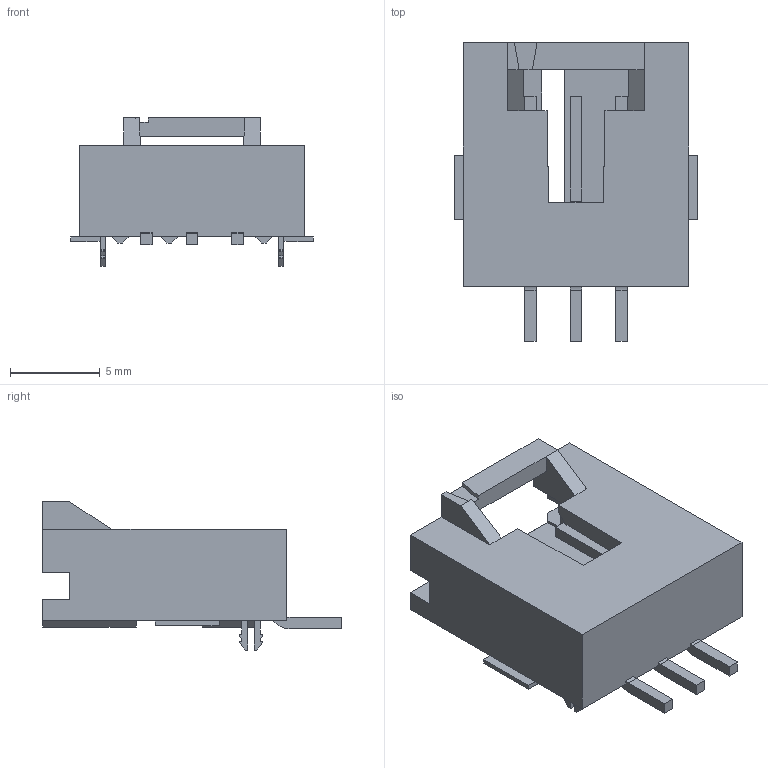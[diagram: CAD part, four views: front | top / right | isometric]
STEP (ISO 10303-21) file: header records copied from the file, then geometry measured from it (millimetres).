
FILE_DESCRIPTION(('FreeCAD Model'),'2;1');
FILE_NAME('TE_AMPMODU-MTE_5-147324-2_1x03_P2.54_Horizontal.step','2019-07-04T22:18:25',('kicad StepUp'),('ksu MCAD'), 'Open CASCADE STEP processor 7.3','FreeCAD','Unknown');
FILE_SCHEMA(('AUTOMOTIVE_DESIGN { 1 0 10303 214 1 1 1 1 }'));
Length unit declared in the file: millimetre
Products named in the file (1): TE_AMPMODU-MTE_5-147324-2_1x03_P2.54_Horizontal
Bounding box: 13.52 x 16.64 x 8.26 mm (x, y, z)
Volume: 621.1 mm3; surface area: 908.2 mm2
Topology: 1 solids, 1 shells, 190 faces, 530 edges, 349 vertices
Faces by surface type: plane 164, cylinder 26
Entity records: 7349 total; most frequent: CARTESIAN_POINT 1070, ORIENTED_EDGE 1060, DIRECTION 964, EDGE_CURVE 530, LINE 478, VECTOR 478, VERTEX_POINT 349, AXIS2_PLACEMENT_3D 243
